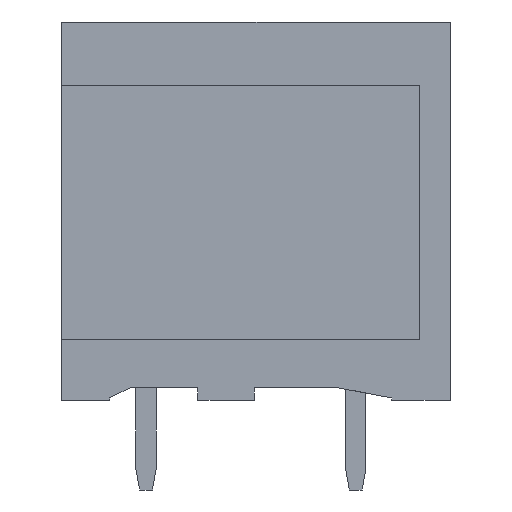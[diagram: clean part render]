
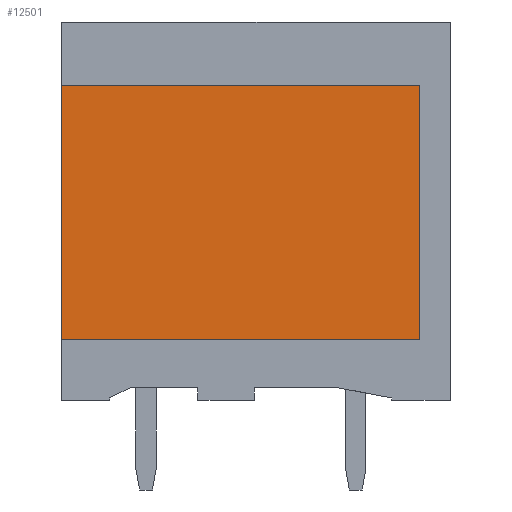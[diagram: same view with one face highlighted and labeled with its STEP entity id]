
A CAD part, left-side view. The second image highlights one B-rep face of the part: STEP entity #12501.
In plain terms, the highlighted planar face has unit normal (-1, 0, 0).
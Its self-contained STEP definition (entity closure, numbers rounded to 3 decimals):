
#12481=AXIS2_PLACEMENT_3D('Plane Axis2P3D',#12478,#12479,#12480) ;
#10530=CARTESIAN_POINT('Vertex',(1.1,15.2,5.9)) ;
#10533=CARTESIAN_POINT('Line Origine',(1.1,15.2,10.85)) ;
#10537=CARTESIAN_POINT('Vertex',(1.1,15.2,15.8)) ;
#12462=CARTESIAN_POINT('Vertex',(1.1,1.2,5.9)) ;
#12465=CARTESIAN_POINT('Line Origine',(1.1,8.2,5.9)) ;
#12478=CARTESIAN_POINT('Axis2P3D Location',(1.1,0.,5.9)) ;
#12483=CARTESIAN_POINT('Line Origine',(1.1,1.2,10.85)) ;
#12487=CARTESIAN_POINT('Vertex',(1.1,1.2,15.8)) ;
#12490=CARTESIAN_POINT('Line Origine',(1.1,8.2,15.8)) ;
#10534=DIRECTION('Vector Direction',(0.,0.,1.)) ;
#12466=DIRECTION('Vector Direction',(0.,1.,0.)) ;
#12479=DIRECTION('Axis2P3D Direction',(-1.,0.,0.)) ;
#12480=DIRECTION('Axis2P3D XDirection',(0.,0.,1.)) ;
#12484=DIRECTION('Vector Direction',(0.,0.,1.)) ;
#12491=DIRECTION('Vector Direction',(0.,1.,0.)) ;
#10535=VECTOR('Line Direction',#10534,1.) ;
#12467=VECTOR('Line Direction',#12466,1.) ;
#12485=VECTOR('Line Direction',#12484,1.) ;
#12492=VECTOR('Line Direction',#12491,1.) ;
#12496=ORIENTED_EDGE('',*,*,#12469,.F.) ;
#12497=ORIENTED_EDGE('',*,*,#12489,.T.) ;
#12498=ORIENTED_EDGE('',*,*,#12494,.T.) ;
#12499=ORIENTED_EDGE('',*,*,#10539,.F.) ;
#12501=ADVANCED_FACE('HOUSING',(#12500),#12482,.T.) ;
#10539=EDGE_CURVE('',#10531,#10538,#10536,.T.) ;
#12469=EDGE_CURVE('',#12463,#10531,#12468,.T.) ;
#12489=EDGE_CURVE('',#12463,#12488,#12486,.T.) ;
#12494=EDGE_CURVE('',#12488,#10538,#12493,.T.) ;
#12495=EDGE_LOOP('',(#12496,#12497,#12498,#12499)) ;
#12500=FACE_OUTER_BOUND('',#12495,.T.) ;
#10536=LINE('Line',#10533,#10535) ;
#12468=LINE('Line',#12465,#12467) ;
#12486=LINE('Line',#12483,#12485) ;
#12493=LINE('Line',#12490,#12492) ;
#12482=PLANE('',#12481) ;
#10531=VERTEX_POINT('',#10530) ;
#10538=VERTEX_POINT('',#10537) ;
#12463=VERTEX_POINT('',#12462) ;
#12488=VERTEX_POINT('',#12487) ;
